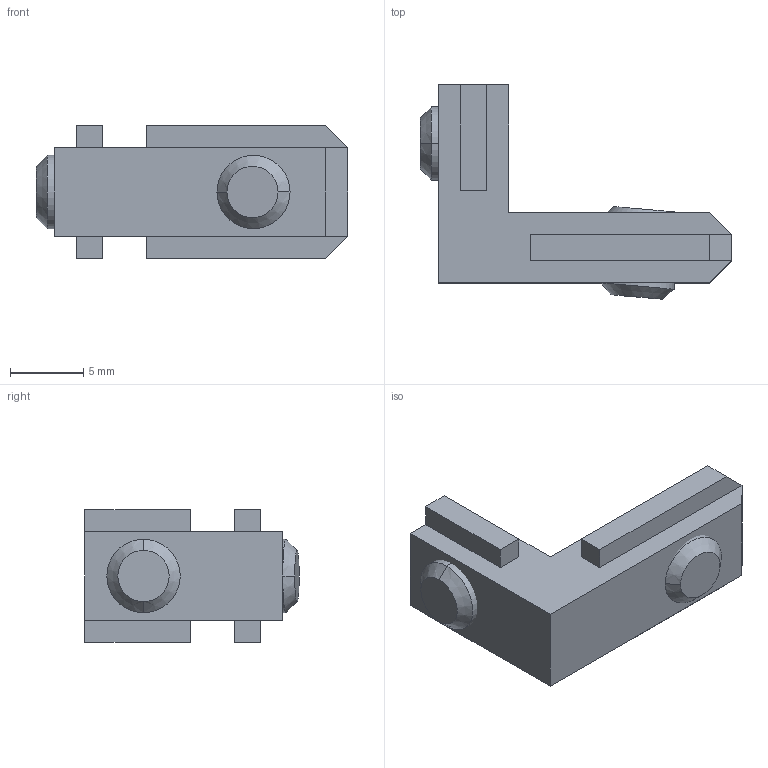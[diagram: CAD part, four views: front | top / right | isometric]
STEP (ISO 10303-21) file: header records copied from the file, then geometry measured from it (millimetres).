
FILE_DESCRIPTION (( 'STEP AP214' ), '1' );
FILE_NAME ('2.02.iba.STEP', '2025-06-14T18:17:35', ( '' ), ( '' ), 'SwSTEP 2.0', 'SolidWorks 2023', '' );
FILE_SCHEMA (( 'AUTOMOTIVE_DESIGN' ));
Length unit declared in the file: millimetre
Products named in the file (1): 2.02.iba
Bounding box: 21.2 x 14.61 x 9 mm (x, y, z)
Volume: 1057.4 mm3; surface area: 1116.3 mm2
Topology: 3 solids, 3 shells, 68 faces, 160 edges, 100 vertices
Faces by surface type: plane 52, cone 10, cylinder 6
Entity records: 2183 total; most frequent: CARTESIAN_POINT 583, ORIENTED_EDGE 316, DIRECTION 312, EDGE_CURVE 158, VECTOR 126, LINE 126, VERTEX_POINT 100, AXIS2_PLACEMENT_3D 93
